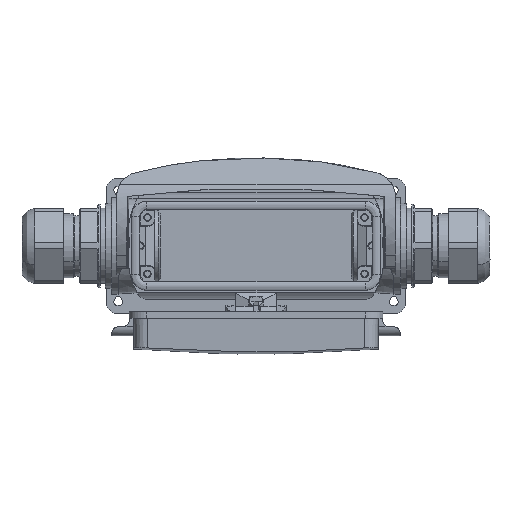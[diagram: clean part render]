
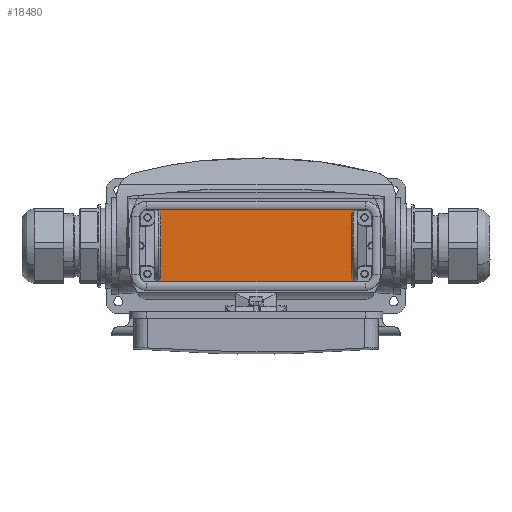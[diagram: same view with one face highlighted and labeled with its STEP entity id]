
A CAD part, top view. The second image highlights one B-rep face of the part: STEP entity #18480.
In plain terms, the highlighted planar face has unit normal (0, 0, 1).
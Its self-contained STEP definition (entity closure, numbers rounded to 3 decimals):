
#12382=PLANE('',#38084);
#13684=LINE('',#51135,#16368);
#13685=LINE('',#51138,#16369);
#13686=LINE('',#51140,#16370);
#13687=LINE('',#51142,#16371);
#16368=VECTOR('',#41969,1.);
#16369=VECTOR('',#41970,1.);
#16370=VECTOR('',#41971,1.);
#16371=VECTOR('',#41972,1.);
#18480=ADVANCED_FACE('',(#19467),#12382,.F.);
#19467=FACE_OUTER_BOUND('',#20439,.T.);
#20439=EDGE_LOOP('',(#23915,#23916,#23917,#23918));
#23915=ORIENTED_EDGE('',*,*,#32214,.F.);
#23916=ORIENTED_EDGE('',*,*,#32215,.T.);
#23917=ORIENTED_EDGE('',*,*,#32216,.F.);
#23918=ORIENTED_EDGE('',*,*,#32217,.T.);
#27897=VERTEX_POINT('',#51136);
#27898=VERTEX_POINT('',#51137);
#27899=VERTEX_POINT('',#51139);
#27900=VERTEX_POINT('',#51141);
#32214=EDGE_CURVE('',#27897,#27898,#13684,.T.);
#32215=EDGE_CURVE('',#27897,#27899,#13685,.T.);
#32216=EDGE_CURVE('',#27900,#27899,#13686,.T.);
#32217=EDGE_CURVE('',#27900,#27898,#13687,.T.);
#38084=AXIS2_PLACEMENT_3D('',#51143,#41973,#41974);
#41969=DIRECTION('',(0.,-1.,0.));
#41970=DIRECTION('',(-1.,0.,0.));
#41971=DIRECTION('',(0.,1.,0.));
#41972=DIRECTION('',(1.,0.,0.));
#41973=DIRECTION('',(0.,0.,-1.));
#41974=DIRECTION('',(-1.,0.,0.));
#51135=CARTESIAN_POINT('',(48.488,0.,-70.2));
#51136=CARTESIAN_POINT('',(48.488,17.425,-70.2));
#51137=CARTESIAN_POINT('',(48.488,-17.425,-70.2));
#51138=CARTESIAN_POINT('',(0.,17.425,-70.2));
#51139=CARTESIAN_POINT('',(-48.488,17.425,-70.2));
#51140=CARTESIAN_POINT('',(-48.488,-13.649,-70.2));
#51141=CARTESIAN_POINT('',(-48.488,-17.425,-70.2));
#51142=CARTESIAN_POINT('',(0.,-17.425,-70.2));
#51143=CARTESIAN_POINT('',(0.,0.,-70.2));
